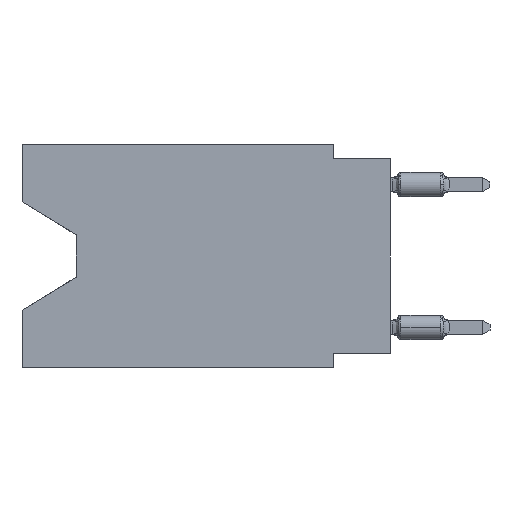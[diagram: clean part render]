
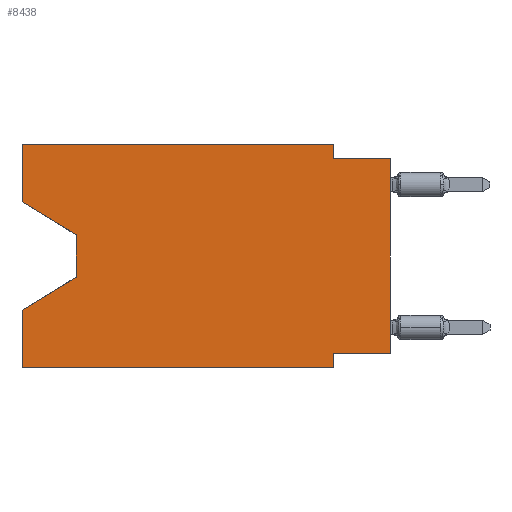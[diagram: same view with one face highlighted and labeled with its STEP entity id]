
A CAD part, left-side view. The second image highlights one B-rep face of the part: STEP entity #8438.
In plain terms, the highlighted planar face has unit normal (-1, 0, 0).
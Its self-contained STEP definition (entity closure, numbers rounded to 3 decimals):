
#49 = ORIENTED_EDGE ( 'NONE', *, *, #12528, .T. ) ;
#292 = VERTEX_POINT ( 'NONE', #3850 ) ;
#317 = DIRECTION ( 'NONE',  ( 0., 0., 1. ) ) ;
#335 = VECTOR ( 'NONE', #4977, 1000. ) ;
#406 = CARTESIAN_POINT ( 'NONE',  ( 0., 2.54, -9.906 ) ) ;
#686 = PLANE ( 'NONE',  #1883 ) ;
#864 = ORIENTED_EDGE ( 'NONE', *, *, #5122, .F. ) ;
#1225 = CARTESIAN_POINT ( 'NONE',  ( 0., 16.383, 0. ) ) ;
#1505 = DIRECTION ( 'NONE',  ( 0., -1., 0. ) ) ;
#1522 = ORIENTED_EDGE ( 'NONE', *, *, #17937, .T. ) ;
#1883 = AXIS2_PLACEMENT_3D ( 'NONE', #12241, #12053, #16678 ) ;
#2067 = CARTESIAN_POINT ( 'NONE',  ( 0., 16.383, -2.546 ) ) ;
#2069 = CARTESIAN_POINT ( 'NONE',  ( 0., 2.54, -0.635 ) ) ;
#2383 = VERTEX_POINT ( 'NONE', #8213 ) ;
#2784 = ORIENTED_EDGE ( 'NONE', *, *, #16205, .F. ) ;
#2895 = CARTESIAN_POINT ( 'NONE',  ( 0., 13.97, -5.893 ) ) ;
#3164 = LINE ( 'NONE', #14759, #18059 ) ;
#3323 = ORIENTED_EDGE ( 'NONE', *, *, #7845, .T. ) ;
#3488 = VECTOR ( 'NONE', #14649, 1000. ) ;
#3649 = DIRECTION ( 'NONE',  ( 0., 0., -1. ) ) ;
#3680 = FACE_OUTER_BOUND ( 'NONE', #16471, .T. ) ;
#3850 = CARTESIAN_POINT ( 'NONE',  ( 0., 2.54, -9.906 ) ) ;
#3902 = VERTEX_POINT ( 'NONE', #4407 ) ;
#4110 = VERTEX_POINT ( 'NONE', #11144 ) ;
#4252 = VECTOR ( 'NONE', #3649, 1000. ) ;
#4407 = CARTESIAN_POINT ( 'NONE',  ( 0., 16.383, -7.36 ) ) ;
#4505 = VERTEX_POINT ( 'NONE', #9882 ) ;
#4977 = DIRECTION ( 'NONE',  ( 0., -1., 0. ) ) ;
#5008 = LINE ( 'NONE', #7643, #11485 ) ;
#5080 = ORIENTED_EDGE ( 'NONE', *, *, #9741, .F. ) ;
#5122 = EDGE_CURVE ( 'NONE', #11136, #12338, #16088, .T. ) ;
#5542 = VECTOR ( 'NONE', #317, 1000. ) ;
#6074 = EDGE_CURVE ( 'NONE', #12338, #17322, #8866, .T. ) ;
#6134 = EDGE_CURVE ( 'NONE', #4110, #292, #13297, .T. ) ;
#6145 = DIRECTION ( 'NONE',  ( 0., 0., -1. ) ) ;
#7643 = CARTESIAN_POINT ( 'NONE',  ( 0., 16.383, 0. ) ) ;
#7646 = EDGE_CURVE ( 'NONE', #2383, #16328, #9020, .T. ) ;
#7653 = CARTESIAN_POINT ( 'NONE',  ( 0., 0., 0. ) ) ;
#7660 = EDGE_CURVE ( 'NONE', #17322, #4505, #10528, .T. ) ;
#7845 = EDGE_CURVE ( 'NONE', #16328, #3902, #17023, .T. ) ;
#8037 = VERTEX_POINT ( 'NONE', #9523 ) ;
#8132 = VECTOR ( 'NONE', #8248, 1000. ) ;
#8195 = ORIENTED_EDGE ( 'NONE', *, *, #6074, .F. ) ;
#8213 = CARTESIAN_POINT ( 'NONE',  ( 0., 13.97, -4.013 ) ) ;
#8248 = DIRECTION ( 'NONE',  ( 0., 0.855, -0.519 ) ) ;
#8438 = ADVANCED_FACE ( 'NONE', ( #3680 ), #686, .F. ) ;
#8501 = EDGE_CURVE ( 'NONE', #8037, #3902, #5008, .T. ) ;
#8541 = CARTESIAN_POINT ( 'NONE',  ( 0., 2.54, 0. ) ) ;
#8780 = DIRECTION ( 'NONE',  ( 0., -1., 0. ) ) ;
#8866 = LINE ( 'NONE', #17629, #3488 ) ;
#9020 = LINE ( 'NONE', #16375, #4252 ) ;
#9523 = CARTESIAN_POINT ( 'NONE',  ( 0., 16.383, -9.906 ) ) ;
#9544 = ORIENTED_EDGE ( 'NONE', *, *, #7660, .F. ) ;
#9546 = LINE ( 'NONE', #15322, #13349 ) ;
#9741 = EDGE_CURVE ( 'NONE', #12505, #11136, #3164, .T. ) ;
#9882 = CARTESIAN_POINT ( 'NONE',  ( 0., 0., -0.635 ) ) ;
#10384 = VECTOR ( 'NONE', #8780, 1000. ) ;
#10434 = ORIENTED_EDGE ( 'NONE', *, *, #8501, .F. ) ;
#10528 = LINE ( 'NONE', #17774, #335 ) ;
#10825 = DIRECTION ( 'NONE',  ( 0., 0., 1. ) ) ;
#11136 = VERTEX_POINT ( 'NONE', #1225 ) ;
#11144 = CARTESIAN_POINT ( 'NONE',  ( 0., 2.54, -9.271 ) ) ;
#11227 = ORIENTED_EDGE ( 'NONE', *, *, #7646, .T. ) ;
#11420 = CARTESIAN_POINT ( 'NONE',  ( 0., 16.383, -9.906 ) ) ;
#11485 = VECTOR ( 'NONE', #10825, 1000. ) ;
#12053 = DIRECTION ( 'NONE',  ( 1., 0., 0. ) ) ;
#12241 = CARTESIAN_POINT ( 'NONE',  ( 0., 16.383, 0. ) ) ;
#12338 = VERTEX_POINT ( 'NONE', #8541 ) ;
#12475 = CARTESIAN_POINT ( 'NONE',  ( 0., 16.383, -2.546 ) ) ;
#12505 = VERTEX_POINT ( 'NONE', #2067 ) ;
#12528 = EDGE_CURVE ( 'NONE', #12505, #2383, #16737, .T. ) ;
#12995 = VERTEX_POINT ( 'NONE', #15393 ) ;
#13297 = LINE ( 'NONE', #406, #16429 ) ;
#13349 = VECTOR ( 'NONE', #14296, 1000. ) ;
#13740 = LINE ( 'NONE', #7653, #5542 ) ;
#13816 = CARTESIAN_POINT ( 'NONE',  ( 0., 13.97, -5.893 ) ) ;
#14000 = ORIENTED_EDGE ( 'NONE', *, *, #16850, .T. ) ;
#14165 = VECTOR ( 'NONE', #16463, 1000. ) ;
#14296 = DIRECTION ( 'NONE',  ( 0., 1., 0. ) ) ;
#14413 = CARTESIAN_POINT ( 'NONE',  ( 0., 16.383, 0. ) ) ;
#14649 = DIRECTION ( 'NONE',  ( 0., 0., -1. ) ) ;
#14671 = DIRECTION ( 'NONE',  ( 0., 0., 1. ) ) ;
#14759 = CARTESIAN_POINT ( 'NONE',  ( 0., 16.383, 0. ) ) ;
#15322 = CARTESIAN_POINT ( 'NONE',  ( 0., 0., -9.271 ) ) ;
#15393 = CARTESIAN_POINT ( 'NONE',  ( 0., 0., -9.271 ) ) ;
#15874 = LINE ( 'NONE', #11420, #10384 ) ;
#16088 = LINE ( 'NONE', #14413, #17900 ) ;
#16205 = EDGE_CURVE ( 'NONE', #12995, #4110, #9546, .T. ) ;
#16328 = VERTEX_POINT ( 'NONE', #2895 ) ;
#16375 = CARTESIAN_POINT ( 'NONE',  ( 0., 13.97, -4.013 ) ) ;
#16429 = VECTOR ( 'NONE', #6145, 1000. ) ;
#16463 = DIRECTION ( 'NONE',  ( 0., -0.855, -0.519 ) ) ;
#16471 = EDGE_LOOP ( 'NONE', ( #49, #11227, #3323, #10434, #1522, #17950, #2784, #14000, #9544, #8195, #864, #5080 ) ) ;
#16678 = DIRECTION ( 'NONE',  ( 0., 0., -1. ) ) ;
#16737 = LINE ( 'NONE', #12475, #14165 ) ;
#16850 = EDGE_CURVE ( 'NONE', #12995, #4505, #13740, .T. ) ;
#17023 = LINE ( 'NONE', #13816, #8132 ) ;
#17322 = VERTEX_POINT ( 'NONE', #2069 ) ;
#17629 = CARTESIAN_POINT ( 'NONE',  ( 0., 2.54, 0. ) ) ;
#17774 = CARTESIAN_POINT ( 'NONE',  ( 0., 0., -0.635 ) ) ;
#17900 = VECTOR ( 'NONE', #1505, 1000. ) ;
#17937 = EDGE_CURVE ( 'NONE', #8037, #292, #15874, .T. ) ;
#17950 = ORIENTED_EDGE ( 'NONE', *, *, #6134, .F. ) ;
#18059 = VECTOR ( 'NONE', #14671, 1000. ) ;
